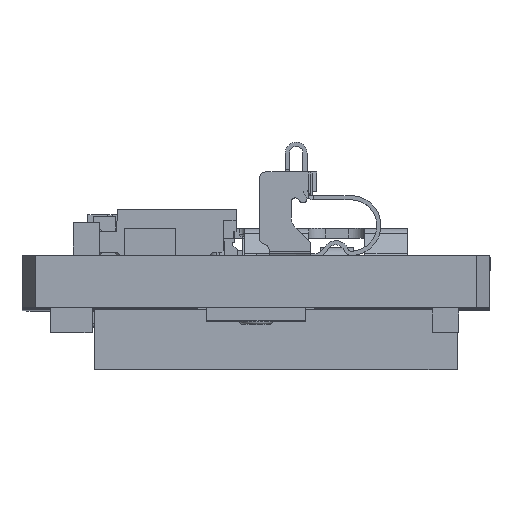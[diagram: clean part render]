
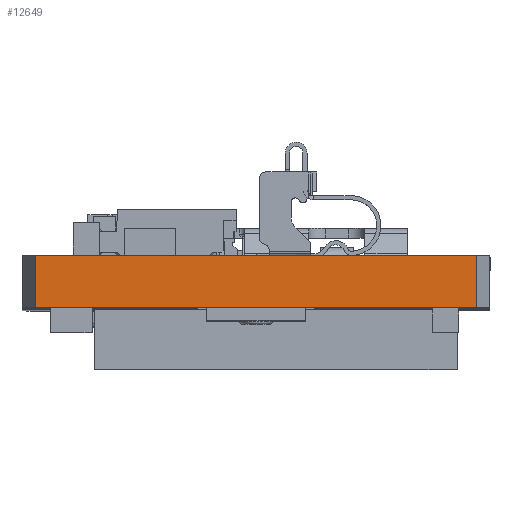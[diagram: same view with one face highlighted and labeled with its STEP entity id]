
A CAD part, top view. The second image highlights one B-rep face of the part: STEP entity #12649.
In plain terms, the highlighted face is planar.
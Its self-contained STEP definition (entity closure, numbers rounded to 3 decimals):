
#490 = VERTEX_POINT ( 'NONE', #29916 ) ;
#938 = DIRECTION ( 'NONE',  ( 0., -1., 0. ) ) ;
#1685 = VECTOR ( 'NONE', #27390, 1000. ) ;
#1887 = ORIENTED_EDGE ( 'NONE', *, *, #22855, .F. ) ;
#2654 = ORIENTED_EDGE ( 'NONE', *, *, #23728, .T. ) ;
#3279 = ORIENTED_EDGE ( 'NONE', *, *, #14771, .T. ) ;
#3413 = CARTESIAN_POINT ( 'NONE',  ( -0.75, 0., -7.1 ) ) ;
#3894 = CARTESIAN_POINT ( 'NONE',  ( -0.75, 0., -6.696 ) ) ;
#4407 = LINE ( 'NONE', #5033, #1685 ) ;
#4651 = CARTESIAN_POINT ( 'NONE',  ( -0.75, 1.6, 6.696 ) ) ;
#4757 = VECTOR ( 'NONE', #31441, 1000. ) ;
#5033 = CARTESIAN_POINT ( 'NONE',  ( -0.75, 0., -7.1 ) ) ;
#7494 = VECTOR ( 'NONE', #15916, 1000. ) ;
#7725 = AXIS2_PLACEMENT_3D ( 'NONE', #3413, #15921, #26140 ) ;
#9299 = EDGE_LOOP ( 'NONE', ( #2654, #3279, #1887, #24029 ) ) ;
#12649 = ADVANCED_FACE ( 'NONE', ( #15570 ), #18231, .F. ) ;
#14165 = LINE ( 'NONE', #30955, #7494 ) ;
#14771 = EDGE_CURVE ( 'NONE', #19314, #26152, #31929, .T. ) ;
#15570 = FACE_OUTER_BOUND ( 'NONE', #9299, .T. ) ;
#15916 = DIRECTION ( 'NONE',  ( 0., 0., 1. ) ) ;
#15921 = DIRECTION ( 'NONE',  ( -1., 0., 0. ) ) ;
#16623 = EDGE_CURVE ( 'NONE', #24477, #490, #19669, .T. ) ;
#18231 = PLANE ( 'NONE',  #7725 ) ;
#18857 = CARTESIAN_POINT ( 'NONE',  ( -0.75, 0., 6.696 ) ) ;
#19314 = VERTEX_POINT ( 'NONE', #4651 ) ;
#19669 = LINE ( 'NONE', #3894, #4757 ) ;
#22855 = EDGE_CURVE ( 'NONE', #24477, #26152, #4407, .T. ) ;
#23728 = EDGE_CURVE ( 'NONE', #490, #19314, #14165, .T. ) ;
#24029 = ORIENTED_EDGE ( 'NONE', *, *, #16623, .T. ) ;
#24095 = CARTESIAN_POINT ( 'NONE',  ( -0.75, 0., -6.696 ) ) ;
#24477 = VERTEX_POINT ( 'NONE', #24095 ) ;
#26140 = DIRECTION ( 'NONE',  ( 0., 0., 1. ) ) ;
#26152 = VERTEX_POINT ( 'NONE', #18857 ) ;
#27390 = DIRECTION ( 'NONE',  ( 0., 0., 1. ) ) ;
#28438 = CARTESIAN_POINT ( 'NONE',  ( -0.75, 0., 6.696 ) ) ;
#29916 = CARTESIAN_POINT ( 'NONE',  ( -0.75, 1.6, -6.696 ) ) ;
#29917 = VECTOR ( 'NONE', #938, 1000. ) ;
#30955 = CARTESIAN_POINT ( 'NONE',  ( -0.75, 1.6, -7.1 ) ) ;
#31441 = DIRECTION ( 'NONE',  ( 0., 1., 0. ) ) ;
#31929 = LINE ( 'NONE', #28438, #29917 ) ;
